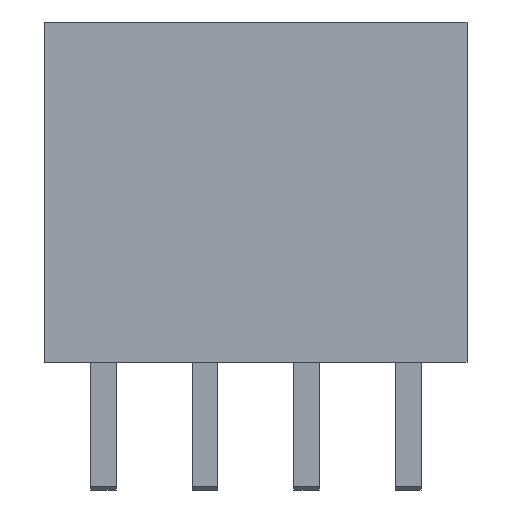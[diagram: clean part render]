
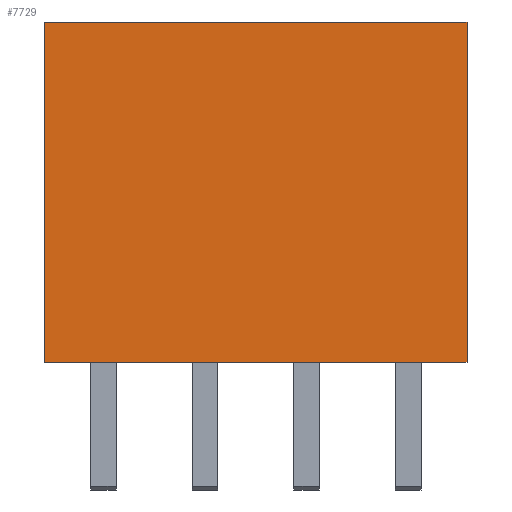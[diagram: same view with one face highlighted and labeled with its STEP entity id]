
A CAD part, front view. The second image highlights one B-rep face of the part: STEP entity #7729.
In plain terms, the highlighted planar face has unit normal (0, -1, 0).
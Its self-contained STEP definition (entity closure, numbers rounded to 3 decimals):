
#448=FACE_OUTER_BOUND('',#904,.T.);
#904=EDGE_LOOP('',(#5318,#5319,#5320,#5321));
#1297=LINE('',#10220,#2171);
#1499=LINE('',#11153,#2373);
#1563=LINE('',#11282,#2437);
#1564=LINE('',#11284,#2438);
#2171=VECTOR('',#8545,1.);
#2373=VECTOR('',#8851,1.);
#2437=VECTOR('',#8957,1.);
#2438=VECTOR('',#8960,1.);
#3045=VERTEX_POINT('',#10217);
#3046=VERTEX_POINT('',#10219);
#3319=VERTEX_POINT('',#11151);
#3363=VERTEX_POINT('',#11280);
#3769=EDGE_CURVE('',#3045,#3046,#1297,.T.);
#4061=EDGE_CURVE('',#3319,#3045,#1499,.T.);
#4125=EDGE_CURVE('',#3319,#3363,#1563,.T.);
#4126=EDGE_CURVE('',#3363,#3046,#1564,.T.);
#5318=ORIENTED_EDGE('',*,*,#4126,.T.);
#5319=ORIENTED_EDGE('',*,*,#3769,.F.);
#5320=ORIENTED_EDGE('',*,*,#4061,.F.);
#5321=ORIENTED_EDGE('',*,*,#4125,.T.);
#7112=PLANE('',#8210);
#7729=ADVANCED_FACE('',(#448),#7112,.F.);
#8210=AXIS2_PLACEMENT_3D('',#11283,#8958,#8959);
#8545=DIRECTION('',(0.,0.,-1.));
#8851=DIRECTION('',(1.,0.,0.));
#8957=DIRECTION('',(0.,0.,-1.));
#8958=DIRECTION('center_axis',(0.,1.,0.));
#8959=DIRECTION('ref_axis',(0.,0.,1.));
#8960=DIRECTION('',(1.,0.,0.));
#10217=CARTESIAN_POINT('',(5.28,-2.5,8.7));
#10219=CARTESIAN_POINT('',(5.28,-2.5,0.2));
#10220=CARTESIAN_POINT('',(5.28,-2.5,8.7));
#11151=CARTESIAN_POINT('',(-5.28,-2.5,8.7));
#11153=CARTESIAN_POINT('',(-5.28,-2.5,8.7));
#11280=CARTESIAN_POINT('',(-5.28,-2.5,0.2));
#11282=CARTESIAN_POINT('',(-5.28,-2.5,8.7));
#11283=CARTESIAN_POINT('Origin',(-5.28,-2.5,8.7));
#11284=CARTESIAN_POINT('',(-5.28,-2.5,0.2));
